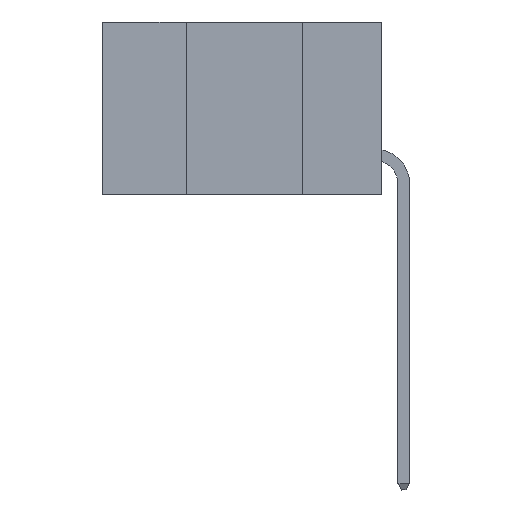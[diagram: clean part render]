
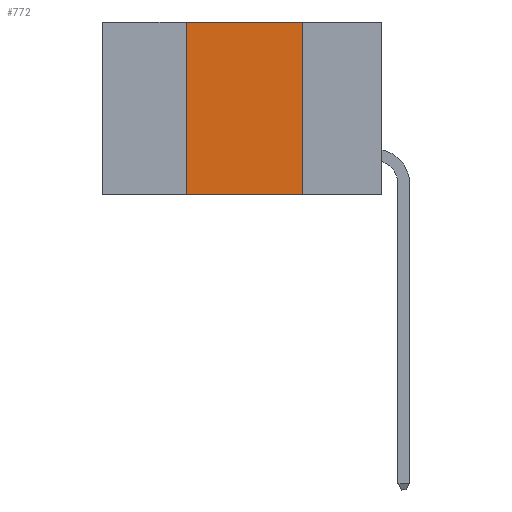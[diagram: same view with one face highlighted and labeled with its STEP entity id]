
A CAD part, left-side view. The second image highlights one B-rep face of the part: STEP entity #772.
In plain terms, the highlighted planar face has unit normal (-1, 0, 0).
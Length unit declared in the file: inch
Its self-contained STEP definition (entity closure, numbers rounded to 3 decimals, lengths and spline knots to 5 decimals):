
#350 = ORIENTED_EDGE ( 'NONE', *, *, #27856, .F. ) ;
#772 = ADVANCED_FACE ( 'NONE', ( #20451 ), #22199, .F. ) ;
#2510 = DIRECTION ( 'NONE',  ( 0., 0., -1. ) ) ;
#3479 = DIRECTION ( 'NONE',  ( 0., 0., -1. ) ) ;
#4231 = VERTEX_POINT ( 'NONE', #4242 ) ;
#4242 = CARTESIAN_POINT ( 'NONE',  ( 0., 0.17, -0.37 ) ) ;
#5109 = EDGE_CURVE ( 'NONE', #31763, #21308, #16056, .T. ) ;
#7937 = LINE ( 'NONE', #23347, #10008 ) ;
#9009 = DIRECTION ( 'NONE',  ( 0., -1., 0. ) ) ;
#10008 = VECTOR ( 'NONE', #10275, 39.37008 ) ;
#10275 = DIRECTION ( 'NONE',  ( 0., 0., 1. ) ) ;
#11725 = LINE ( 'NONE', #39296, #19785 ) ;
#15072 = EDGE_CURVE ( 'NONE', #21308, #4231, #11725, .T. ) ;
#15649 = ORIENTED_EDGE ( 'NONE', *, *, #5109, .F. ) ;
#16046 = ORIENTED_EDGE ( 'NONE', *, *, #16135, .T. ) ;
#16056 = LINE ( 'NONE', #27304, #28277 ) ;
#16135 = EDGE_CURVE ( 'NONE', #17671, #4231, #19708, .T. ) ;
#16207 = VECTOR ( 'NONE', #9009, 39.37008 ) ;
#17671 = VERTEX_POINT ( 'NONE', #26401 ) ;
#19708 = LINE ( 'NONE', #37647, #16207 ) ;
#19785 = VECTOR ( 'NONE', #3479, 39.37008 ) ;
#20451 = FACE_OUTER_BOUND ( 'NONE', #20962, .T. ) ;
#20962 = EDGE_LOOP ( 'NONE', ( #37107, #15649, #350, #16046 ) ) ;
#21308 = VERTEX_POINT ( 'NONE', #33133 ) ;
#21784 = CARTESIAN_POINT ( 'NONE',  ( 0., 0.6, 0. ) ) ;
#22199 = PLANE ( 'NONE',  #27437 ) ;
#23195 = CARTESIAN_POINT ( 'NONE',  ( 0., 0.42, 0. ) ) ;
#23347 = CARTESIAN_POINT ( 'NONE',  ( 0., 0.42, 0. ) ) ;
#23719 = DIRECTION ( 'NONE',  ( 0., -1., 0. ) ) ;
#26401 = CARTESIAN_POINT ( 'NONE',  ( 0., 0.42, -0.37 ) ) ;
#27304 = CARTESIAN_POINT ( 'NONE',  ( 0., 0.6, 0. ) ) ;
#27437 = AXIS2_PLACEMENT_3D ( 'NONE', #21784, #38023, #2510 ) ;
#27856 = EDGE_CURVE ( 'NONE', #17671, #31763, #7937, .T. ) ;
#28277 = VECTOR ( 'NONE', #23719, 39.37008 ) ;
#31763 = VERTEX_POINT ( 'NONE', #23195 ) ;
#33133 = CARTESIAN_POINT ( 'NONE',  ( 0., 0.17, 0. ) ) ;
#37107 = ORIENTED_EDGE ( 'NONE', *, *, #15072, .F. ) ;
#37647 = CARTESIAN_POINT ( 'NONE',  ( 0., 0.6, -0.37 ) ) ;
#38023 = DIRECTION ( 'NONE',  ( 1., 0., 0. ) ) ;
#39296 = CARTESIAN_POINT ( 'NONE',  ( 0., 0.17, 0. ) ) ;
